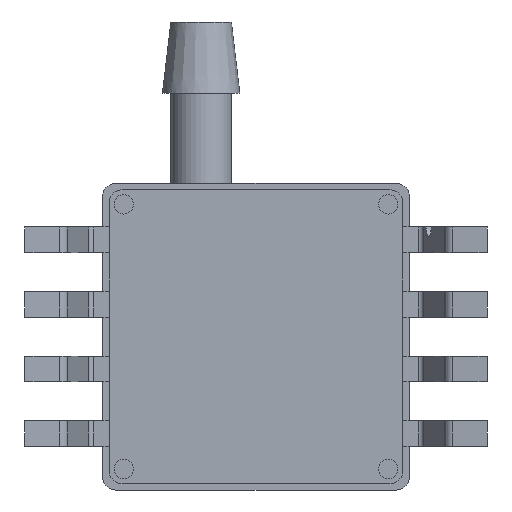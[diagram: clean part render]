
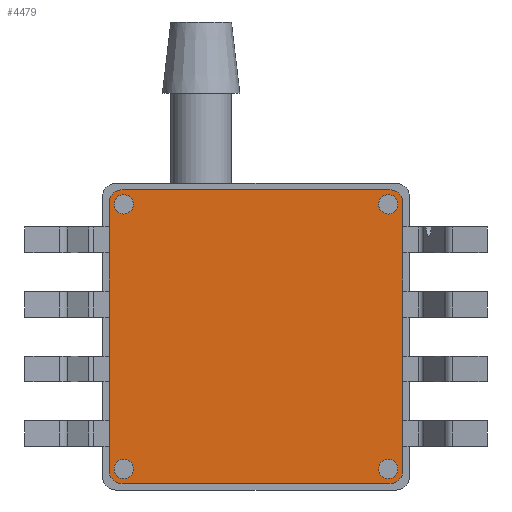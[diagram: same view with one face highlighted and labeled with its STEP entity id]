
A CAD part, front view. The second image highlights one B-rep face of the part: STEP entity #4479.
In plain terms, the highlighted planar face has unit normal (0, -1, 0).
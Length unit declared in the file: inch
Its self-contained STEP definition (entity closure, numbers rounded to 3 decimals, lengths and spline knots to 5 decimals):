
#19 = ORIENTED_EDGE ( 'NONE', *, *, #4314, .T. ) ;
#59 = DIRECTION ( 'NONE',  ( 0., -1., 0. ) ) ;
#155 = VECTOR ( 'NONE', #2992, 39.37008 ) ;
#180 = ORIENTED_EDGE ( 'NONE', *, *, #1094, .T. ) ;
#220 = AXIS2_PLACEMENT_3D ( 'NONE', #2473, #4285, #2571 ) ;
#263 = CARTESIAN_POINT ( 'NONE',  ( -0.20498, 0.005, -0.21998 ) ) ;
#280 = EDGE_LOOP ( 'NONE', ( #379, #19, #3500, #3379, #467, #180, #2320, #4569 ) ) ;
#297 = DIRECTION ( 'NONE',  ( 0., -1., 0. ) ) ;
#344 = VECTOR ( 'NONE', #4344, 39.37008 ) ;
#379 = ORIENTED_EDGE ( 'NONE', *, *, #2507, .T. ) ;
#436 = VERTEX_POINT ( 'NONE', #2597 ) ;
#443 = DIRECTION ( 'NONE',  ( 0., -1., 0. ) ) ;
#457 = DIRECTION ( 'NONE',  ( 0., -1., 0. ) ) ;
#467 = ORIENTED_EDGE ( 'NONE', *, *, #3287, .T. ) ;
#473 = CIRCLE ( 'NONE', #1370, 0.02 ) ;
#525 = EDGE_CURVE ( 'NONE', #4406, #2289, #4402, .T. ) ;
#534 = VECTOR ( 'NONE', #2173, 39.37008 ) ;
#577 = AXIS2_PLACEMENT_3D ( 'NONE', #3074, #1210, #4188 ) ;
#586 = DIRECTION ( 'NONE',  ( 0., 0., 1. ) ) ;
#631 = ORIENTED_EDGE ( 'NONE', *, *, #1702, .F. ) ;
#639 = VERTEX_POINT ( 'NONE', #263 ) ;
#681 = AXIS2_PLACEMENT_3D ( 'NONE', #1350, #3888, #3508 ) ;
#695 = EDGE_LOOP ( 'NONE', ( #631, #4225 ) ) ;
#738 = DIRECTION ( 'NONE',  ( 0., 0., 1. ) ) ;
#765 = LINE ( 'NONE', #1045, #534 ) ;
#816 = VECTOR ( 'NONE', #4445, 39.37008 ) ;
#865 = VERTEX_POINT ( 'NONE', #1361 ) ;
#943 = LINE ( 'NONE', #1956, #155 ) ;
#1013 = CARTESIAN_POINT ( 'NONE',  ( 0.20498, 0.005, -0.18998 ) ) ;
#1045 = CARTESIAN_POINT ( 'NONE',  ( 0.2275, 0.005, -0.2275 ) ) ;
#1067 = DIRECTION ( 'NONE',  ( 0., 1., 0. ) ) ;
#1085 = VERTEX_POINT ( 'NONE', #2279 ) ;
#1094 = EDGE_CURVE ( 'NONE', #2688, #3040, #4243, .T. ) ;
#1154 = CIRCLE ( 'NONE', #2350, 0.015 ) ;
#1158 = CARTESIAN_POINT ( 'NONE',  ( 0.2075, 0.005, -0.2275 ) ) ;
#1184 = DIRECTION ( 'NONE',  ( 0., 0., 1. ) ) ;
#1190 = DIRECTION ( 'NONE',  ( 0., 0., 1. ) ) ;
#1192 = DIRECTION ( 'NONE',  ( 0., 0., 1. ) ) ;
#1210 = DIRECTION ( 'NONE',  ( 0., -1., 0. ) ) ;
#1259 = CARTESIAN_POINT ( 'NONE',  ( 0.20498, 0.005, 0.18998 ) ) ;
#1311 = AXIS2_PLACEMENT_3D ( 'NONE', #2777, #2419, #586 ) ;
#1314 = CARTESIAN_POINT ( 'NONE',  ( 0.2075, 0.005, 0.2075 ) ) ;
#1316 = VERTEX_POINT ( 'NONE', #3497 ) ;
#1350 = CARTESIAN_POINT ( 'NONE',  ( 0.20498, 0.005, 0.20498 ) ) ;
#1361 = CARTESIAN_POINT ( 'NONE',  ( 0.20498, 0.005, 0.21998 ) ) ;
#1368 = EDGE_CURVE ( 'NONE', #4296, #865, #2056, .T. ) ;
#1370 = AXIS2_PLACEMENT_3D ( 'NONE', #1314, #2492, #3865 ) ;
#1447 = ORIENTED_EDGE ( 'NONE', *, *, #2906, .F. ) ;
#1479 = AXIS2_PLACEMENT_3D ( 'NONE', #3195, #297, #3560 ) ;
#1606 = AXIS2_PLACEMENT_3D ( 'NONE', #4453, #443, #738 ) ;
#1693 = FACE_BOUND ( 'NONE', #4045, .T. ) ;
#1698 = CIRCLE ( 'NONE', #1311, 0.02 ) ;
#1702 = EDGE_CURVE ( 'NONE', #3094, #1316, #3179, .T. ) ;
#1769 = AXIS2_PLACEMENT_3D ( 'NONE', #3002, #4099, #1190 ) ;
#1861 = VERTEX_POINT ( 'NONE', #1013 ) ;
#1948 = EDGE_CURVE ( 'NONE', #1861, #3862, #2282, .T. ) ;
#1956 = CARTESIAN_POINT ( 'NONE',  ( -0.2275, 0.005, -0.2275 ) ) ;
#1960 = EDGE_LOOP ( 'NONE', ( #1447, #2585 ) ) ;
#1976 = CARTESIAN_POINT ( 'NONE',  ( -0.20498, 0.005, -0.20498 ) ) ;
#2056 = CIRCLE ( 'NONE', #1479, 0.015 ) ;
#2154 = PLANE ( 'NONE',  #2298 ) ;
#2173 = DIRECTION ( 'NONE',  ( 1., 0., 0. ) ) ;
#2188 = ORIENTED_EDGE ( 'NONE', *, *, #2731, .F. ) ;
#2192 = DIRECTION ( 'NONE',  ( 0., -1., 0. ) ) ;
#2206 = DIRECTION ( 'NONE',  ( 0., 0., 1. ) ) ;
#2208 = FACE_BOUND ( 'NONE', #4267, .T. ) ;
#2268 = DIRECTION ( 'NONE',  ( 0., -1., 0. ) ) ;
#2279 = CARTESIAN_POINT ( 'NONE',  ( -0.20498, 0.005, -0.18998 ) ) ;
#2282 = CIRCLE ( 'NONE', #220, 0.015 ) ;
#2289 = VERTEX_POINT ( 'NONE', #4156 ) ;
#2298 = AXIS2_PLACEMENT_3D ( 'NONE', #2581, #1067, #2206 ) ;
#2320 = ORIENTED_EDGE ( 'NONE', *, *, #2885, .T. ) ;
#2325 = ORIENTED_EDGE ( 'NONE', *, *, #1948, .F. ) ;
#2335 = CIRCLE ( 'NONE', #4378, 0.015 ) ;
#2345 = CARTESIAN_POINT ( 'NONE',  ( -0.2275, 0.005, -0.2075 ) ) ;
#2350 = AXIS2_PLACEMENT_3D ( 'NONE', #2950, #59, #3689 ) ;
#2419 = DIRECTION ( 'NONE',  ( 0., -1., 0. ) ) ;
#2473 = CARTESIAN_POINT ( 'NONE',  ( 0.20498, 0.005, -0.20498 ) ) ;
#2492 = DIRECTION ( 'NONE',  ( 0., -1., 0. ) ) ;
#2507 = EDGE_CURVE ( 'NONE', #4223, #2999, #2676, .T. ) ;
#2559 = AXIS2_PLACEMENT_3D ( 'NONE', #3955, #2192, #4658 ) ;
#2571 = DIRECTION ( 'NONE',  ( 0., 0., 1. ) ) ;
#2581 = CARTESIAN_POINT ( 'NONE',  ( 0., 0.005, 0. ) ) ;
#2585 = ORIENTED_EDGE ( 'NONE', *, *, #4204, .F. ) ;
#2597 = CARTESIAN_POINT ( 'NONE',  ( -0.2275, 0.005, 0.2075 ) ) ;
#2605 = VERTEX_POINT ( 'NONE', #1158 ) ;
#2653 = CARTESIAN_POINT ( 'NONE',  ( 0.2075, 0.005, 0.2275 ) ) ;
#2676 = LINE ( 'NONE', #3974, #344 ) ;
#2688 = VERTEX_POINT ( 'NONE', #2345 ) ;
#2731 = EDGE_CURVE ( 'NONE', #865, #4296, #4420, .T. ) ;
#2737 = CARTESIAN_POINT ( 'NONE',  ( -0.20498, 0.005, 0.21998 ) ) ;
#2777 = CARTESIAN_POINT ( 'NONE',  ( 0.2075, 0.005, -0.2075 ) ) ;
#2885 = EDGE_CURVE ( 'NONE', #3040, #2605, #765, .T. ) ;
#2906 = EDGE_CURVE ( 'NONE', #1085, #639, #4688, .T. ) ;
#2947 = EDGE_CURVE ( 'NONE', #3862, #1861, #1154, .T. ) ;
#2950 = CARTESIAN_POINT ( 'NONE',  ( 0.20498, 0.005, -0.20498 ) ) ;
#2992 = DIRECTION ( 'NONE',  ( 0., 0., -1. ) ) ;
#2999 = VERTEX_POINT ( 'NONE', #3797 ) ;
#3002 = CARTESIAN_POINT ( 'NONE',  ( -0.2075, 0.005, -0.2075 ) ) ;
#3040 = VERTEX_POINT ( 'NONE', #3784 ) ;
#3072 = CARTESIAN_POINT ( 'NONE',  ( 0.2275, 0.005, -0.2075 ) ) ;
#3074 = CARTESIAN_POINT ( 'NONE',  ( -0.20498, 0.005, 0.20498 ) ) ;
#3094 = VERTEX_POINT ( 'NONE', #2737 ) ;
#3134 = ORIENTED_EDGE ( 'NONE', *, *, #2947, .F. ) ;
#3179 = CIRCLE ( 'NONE', #577, 0.015 ) ;
#3195 = CARTESIAN_POINT ( 'NONE',  ( 0.20498, 0.005, 0.20498 ) ) ;
#3287 = EDGE_CURVE ( 'NONE', #436, #2688, #943, .T. ) ;
#3363 = CARTESIAN_POINT ( 'NONE',  ( -0.2075, 0.005, 0.2075 ) ) ;
#3379 = ORIENTED_EDGE ( 'NONE', *, *, #4650, .T. ) ;
#3409 = EDGE_CURVE ( 'NONE', #1316, #3094, #4019, .T. ) ;
#3460 = EDGE_CURVE ( 'NONE', #2605, #4223, #1698, .T. ) ;
#3497 = CARTESIAN_POINT ( 'NONE',  ( -0.20498, 0.005, 0.18998 ) ) ;
#3500 = ORIENTED_EDGE ( 'NONE', *, *, #525, .T. ) ;
#3508 = DIRECTION ( 'NONE',  ( 0., 0., 1. ) ) ;
#3560 = DIRECTION ( 'NONE',  ( 0., 0., 1. ) ) ;
#3608 = CARTESIAN_POINT ( 'NONE',  ( 0.20498, 0.005, -0.21998 ) ) ;
#3641 = ORIENTED_EDGE ( 'NONE', *, *, #1368, .F. ) ;
#3689 = DIRECTION ( 'NONE',  ( 0., 0., 1. ) ) ;
#3784 = CARTESIAN_POINT ( 'NONE',  ( -0.2075, 0.005, -0.2275 ) ) ;
#3797 = CARTESIAN_POINT ( 'NONE',  ( 0.2275, 0.005, 0.2075 ) ) ;
#3862 = VERTEX_POINT ( 'NONE', #3608 ) ;
#3865 = DIRECTION ( 'NONE',  ( 0., 0., 1. ) ) ;
#3888 = DIRECTION ( 'NONE',  ( 0., -1., 0. ) ) ;
#3955 = CARTESIAN_POINT ( 'NONE',  ( -0.20498, 0.005, 0.20498 ) ) ;
#3974 = CARTESIAN_POINT ( 'NONE',  ( 0.2275, 0.005, 0.2275 ) ) ;
#4019 = CIRCLE ( 'NONE', #2559, 0.015 ) ;
#4045 = EDGE_LOOP ( 'NONE', ( #2188, #3641 ) ) ;
#4081 = CARTESIAN_POINT ( 'NONE',  ( -0.2275, 0.005, 0.2275 ) ) ;
#4099 = DIRECTION ( 'NONE',  ( 0., -1., 0. ) ) ;
#4109 = AXIS2_PLACEMENT_3D ( 'NONE', #3363, #2268, #1184 ) ;
#4156 = CARTESIAN_POINT ( 'NONE',  ( -0.2075, 0.005, 0.2275 ) ) ;
#4188 = DIRECTION ( 'NONE',  ( 0., 0., 1. ) ) ;
#4204 = EDGE_CURVE ( 'NONE', #639, #1085, #2335, .T. ) ;
#4223 = VERTEX_POINT ( 'NONE', #3072 ) ;
#4225 = ORIENTED_EDGE ( 'NONE', *, *, #3409, .F. ) ;
#4234 = FACE_BOUND ( 'NONE', #695, .T. ) ;
#4243 = CIRCLE ( 'NONE', #1769, 0.02 ) ;
#4267 = EDGE_LOOP ( 'NONE', ( #2325, #3134 ) ) ;
#4285 = DIRECTION ( 'NONE',  ( 0., -1., 0. ) ) ;
#4296 = VERTEX_POINT ( 'NONE', #1259 ) ;
#4314 = EDGE_CURVE ( 'NONE', #2999, #4406, #473, .T. ) ;
#4344 = DIRECTION ( 'NONE',  ( 0., 0., 1. ) ) ;
#4352 = FACE_BOUND ( 'NONE', #1960, .T. ) ;
#4378 = AXIS2_PLACEMENT_3D ( 'NONE', #1976, #457, #1192 ) ;
#4402 = LINE ( 'NONE', #4081, #816 ) ;
#4406 = VERTEX_POINT ( 'NONE', #2653 ) ;
#4420 = CIRCLE ( 'NONE', #681, 0.015 ) ;
#4445 = DIRECTION ( 'NONE',  ( -1., 0., 0. ) ) ;
#4453 = CARTESIAN_POINT ( 'NONE',  ( -0.20498, 0.005, -0.20498 ) ) ;
#4479 = ADVANCED_FACE ( 'NONE', ( #4352, #2208, #1693, #4234, #4632 ), #2154, .F. ) ;
#4569 = ORIENTED_EDGE ( 'NONE', *, *, #3460, .T. ) ;
#4632 = FACE_OUTER_BOUND ( 'NONE', #280, .T. ) ;
#4650 = EDGE_CURVE ( 'NONE', #2289, #436, #4687, .T. ) ;
#4658 = DIRECTION ( 'NONE',  ( 0., 0., 1. ) ) ;
#4687 = CIRCLE ( 'NONE', #4109, 0.02 ) ;
#4688 = CIRCLE ( 'NONE', #1606, 0.015 ) ;
